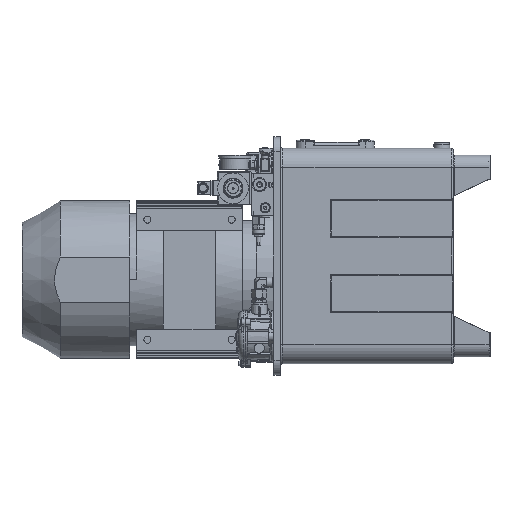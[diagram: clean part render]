
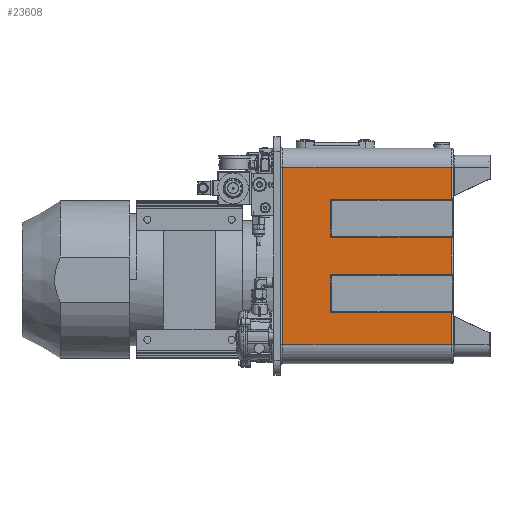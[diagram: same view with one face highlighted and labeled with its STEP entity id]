
A CAD part, left-side view. The second image highlights one B-rep face of the part: STEP entity #23608.
In plain terms, the highlighted planar face has unit normal (-1, 0, 0).
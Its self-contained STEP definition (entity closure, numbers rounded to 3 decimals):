
#23608=ADVANCED_FACE('',(#51079),#51081,.F.);
#51079=FACE_BOUND('',#51080,.T.);
#51080=EDGE_LOOP('',(#66460,#66461,#66462,#66463,#66464,#66465,#66466,#66467,#66468,
#66469,#66470,#66471,#66472,#66473,#66474,#66475));
#51081=PLANE('',#51082);
#51082=AXIS2_PLACEMENT_3D('',#51083,#51084,#51085);
#51083=CARTESIAN_POINT('',(-253.,-145.,75.));
#51084=DIRECTION('',(1.,0.,0.));
#51085=DIRECTION('',(0.,0.,1.));
#66460=ORIENTED_EDGE('',*,*,#76812,.T.);
#66461=ORIENTED_EDGE('',*,*,#76813,.F.);
#66462=ORIENTED_EDGE('',*,*,#76802,.T.);
#66463=ORIENTED_EDGE('',*,*,#76814,.T.);
#66464=ORIENTED_EDGE('',*,*,#76815,.T.);
#66465=ORIENTED_EDGE('',*,*,#76805,.F.);
#66466=ORIENTED_EDGE('',*,*,#76811,.F.);
#66467=ORIENTED_EDGE('',*,*,#76816,.F.);
#66468=ORIENTED_EDGE('',*,*,#76817,.T.);
#66469=ORIENTED_EDGE('',*,*,#76818,.T.);
#66470=ORIENTED_EDGE('',*,*,#76819,.T.);
#66471=ORIENTED_EDGE('',*,*,#76820,.F.);
#66472=ORIENTED_EDGE('',*,*,#76821,.F.);
#66473=ORIENTED_EDGE('',*,*,#76822,.F.);
#66474=ORIENTED_EDGE('',*,*,#76823,.T.);
#66475=ORIENTED_EDGE('',*,*,#76824,.T.);
#76802=EDGE_CURVE('',#98991,#98988,#98992,.T.);
#76805=EDGE_CURVE('',#98994,#98997,#98998,.T.);
#76811=EDGE_CURVE('',#99006,#98994,#99008,.T.);
#76812=EDGE_CURVE('',#99009,#99010,#99011,.T.);
#76813=EDGE_CURVE('',#98991,#99010,#99012,.T.);
#76814=EDGE_CURVE('',#98988,#99013,#99014,.T.);
#76815=EDGE_CURVE('',#99013,#98997,#99015,.T.);
#76816=EDGE_CURVE('',#99016,#99006,#99017,.T.);
#76817=EDGE_CURVE('',#99016,#99018,#99019,.T.);
#76818=EDGE_CURVE('',#99018,#99020,#99021,.T.);
#76819=EDGE_CURVE('',#99020,#99022,#99023,.T.);
#76820=EDGE_CURVE('',#99024,#99022,#99025,.T.);
#76821=EDGE_CURVE('',#99026,#99024,#99027,.T.);
#76822=EDGE_CURVE('',#99028,#99026,#99029,.T.);
#76823=EDGE_CURVE('',#99028,#99030,#99031,.T.);
#76824=EDGE_CURVE('',#99030,#99009,#99032,.T.);
#98988=VERTEX_POINT('',#138687);
#98991=VERTEX_POINT('',#138696);
#98992=LINE('',#138697,#138698);
#98994=VERTEX_POINT('',#138704);
#98997=VERTEX_POINT('',#138733);
#98998=LINE('',#138734,#138735);
#99006=VERTEX_POINT('',#138785);
#99008=LINE('',#138790,#138791);
#99009=VERTEX_POINT('',#138793);
#99010=VERTEX_POINT('',#138794);
#99011=LINE('',#138795,#138796);
#99012=LINE('',#138798,#138799);
#99013=VERTEX_POINT('',#138801);
#99014=LINE('',#138802,#138803);
#99015=LINE('',#138805,#138806);
#99016=VERTEX_POINT('',#138808);
#99017=LINE('',#138809,#138810);
#99018=VERTEX_POINT('',#138812);
#99019=LINE('',#138813,#138814);
#99020=VERTEX_POINT('',#138816);
#99021=LINE('',#138817,#138818);
#99022=VERTEX_POINT('',#138820);
#99023=LINE('',#138821,#138822);
#99024=VERTEX_POINT('',#138824);
#99025=LINE('',#138825,#138826);
#99026=VERTEX_POINT('',#138828);
#99027=LINE('',#138829,#138830);
#99028=VERTEX_POINT('',#138832);
#99029=LINE('',#138833,#138834);
#99030=VERTEX_POINT('',#138836);
#99031=LINE('',#138837,#138838);
#99032=LINE('',#138840,#138841);
#138687=CARTESIAN_POINT('',(-253.,-323.,-113.));
#138696=CARTESIAN_POINT('',(-253.,33.,-113.));
#138697=CARTESIAN_POINT('',(-253.,33.,-113.));
#138698=VECTOR('',#138699,1.);
#138699=DIRECTION('',(0.,-1.,0.));
#138704=CARTESIAN_POINT('',(-253.,-68.,-45.));
#138733=CARTESIAN_POINT('',(-253.,-323.,-45.));
#138734=CARTESIAN_POINT('',(-253.,-68.,-45.));
#138735=VECTOR('',#138736,1.);
#138736=DIRECTION('',(0.,-1.,0.));
#138785=CARTESIAN_POINT('',(-253.,-68.,35.));
#138790=CARTESIAN_POINT('',(-253.,-68.,35.));
#138791=VECTOR('',#138792,1.);
#138792=DIRECTION('',(0.,0.,-1.));
#138793=CARTESIAN_POINT('',(-253.,-323.,263.));
#138794=CARTESIAN_POINT('',(-253.,33.,263.));
#138795=CARTESIAN_POINT('',(-253.,-323.,263.));
#138796=VECTOR('',#138797,1.);
#138797=DIRECTION('',(0.,1.,0.));
#138798=CARTESIAN_POINT('',(-253.,33.,-113.));
#138799=VECTOR('',#138800,1.);
#138800=DIRECTION('',(0.,0.,1.));
#138801=CARTESIAN_POINT('',(-253.,-323.,-46.464));
#138802=CARTESIAN_POINT('',(-253.,-323.,-113.));
#138803=VECTOR('',#138804,1.);
#138804=DIRECTION('',(0.,0.,1.));
#138805=CARTESIAN_POINT('',(-253.,-323.,-46.464));
#138806=VECTOR('',#138807,1.);
#138807=DIRECTION('',(0.,0.,1.));
#138808=CARTESIAN_POINT('',(-253.,-323.,35.));
#138809=CARTESIAN_POINT('',(-253.,-323.,35.));
#138810=VECTOR('',#138811,1.);
#138811=DIRECTION('',(0.,1.,0.));
#138812=CARTESIAN_POINT('',(-253.,-323.,36.464));
#138813=CARTESIAN_POINT('',(-253.,-323.,35.));
#138814=VECTOR('',#138815,1.);
#138815=DIRECTION('',(0.,0.,1.));
#138816=CARTESIAN_POINT('',(-253.,-323.,113.536));
#138817=CARTESIAN_POINT('',(-253.,-323.,36.464));
#138818=VECTOR('',#138819,1.);
#138819=DIRECTION('',(0.,0.,1.));
#138820=CARTESIAN_POINT('',(-253.,-323.,115.));
#138821=CARTESIAN_POINT('',(-253.,-323.,113.536));
#138822=VECTOR('',#138823,1.);
#138823=DIRECTION('',(0.,0.,1.));
#138824=CARTESIAN_POINT('',(-253.,-68.,115.));
#138825=CARTESIAN_POINT('',(-253.,-68.,115.));
#138826=VECTOR('',#138827,1.);
#138827=DIRECTION('',(0.,-1.,0.));
#138828=CARTESIAN_POINT('',(-253.,-68.,195.));
#138829=CARTESIAN_POINT('',(-253.,-68.,195.));
#138830=VECTOR('',#138831,1.);
#138831=DIRECTION('',(0.,0.,-1.));
#138832=CARTESIAN_POINT('',(-253.,-323.,195.));
#138833=CARTESIAN_POINT('',(-253.,-323.,195.));
#138834=VECTOR('',#138835,1.);
#138835=DIRECTION('',(0.,1.,0.));
#138836=CARTESIAN_POINT('',(-253.,-323.,196.464));
#138837=CARTESIAN_POINT('',(-253.,-323.,195.));
#138838=VECTOR('',#138839,1.);
#138839=DIRECTION('',(0.,0.,1.));
#138840=CARTESIAN_POINT('',(-253.,-323.,196.464));
#138841=VECTOR('',#138842,1.);
#138842=DIRECTION('',(0.,0.,1.));
